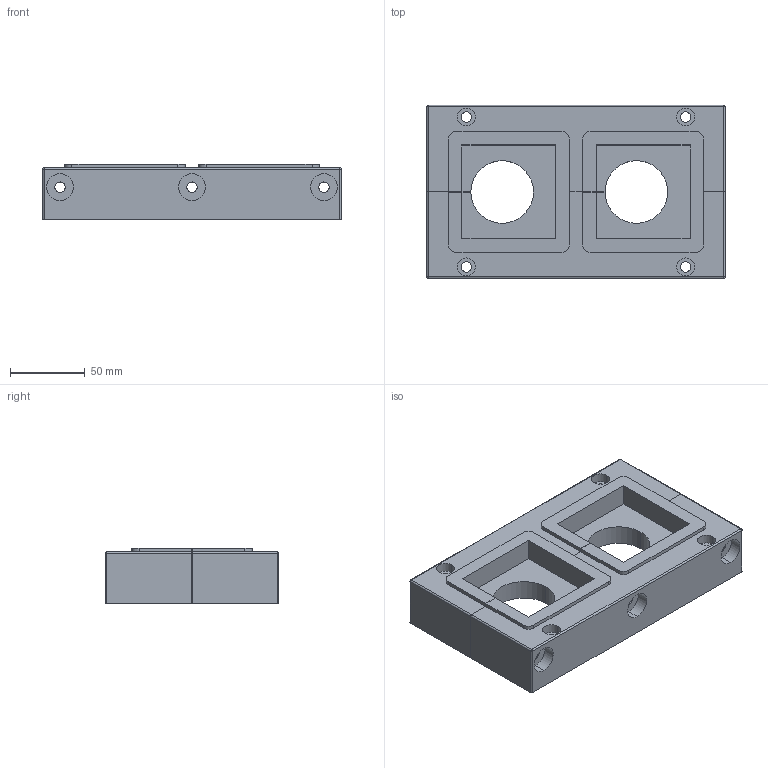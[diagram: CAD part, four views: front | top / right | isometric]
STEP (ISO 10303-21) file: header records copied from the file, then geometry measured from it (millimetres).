
FILE_DESCRIPTION(('STEP AP242'),'1');
FILE_NAME('42350.stp','2020-06-03T12:59:49',('TraceParts'),('TraceParts S.A.'),'Spatial InterOp 3D',' ',' ');
FILE_SCHEMA(('AP242_MANAGED_MODEL_BASED_3D_ENGINEERING_MIM_LF {1 0 10303 442 1 1 4}'));
Length unit declared in the file: millimetre
Products named in the file (1): 42350_1
Bounding box: 200 x 116 x 37.5 mm (x, y, z)
Volume: 599925 mm3; surface area: 148772.6 mm2
Topology: 4 solids, 4 shells, 214 faces, 580 edges, 380 vertices
Faces by surface type: plane 146, cylinder 64, sphere 4
Entity records: 6745 total; most frequent: CARTESIAN_POINT 1192, ORIENTED_EDGE 1152, DIRECTION 1134, EDGE_CURVE 576, LINE 442, VECTOR 442, VERTEX_POINT 380, AXIS2_PLACEMENT_3D 346
